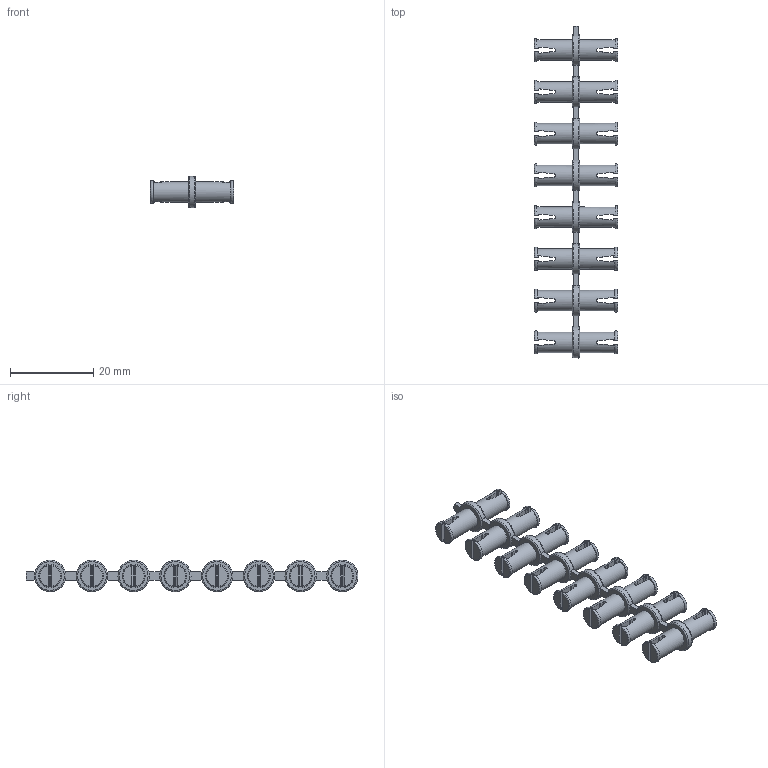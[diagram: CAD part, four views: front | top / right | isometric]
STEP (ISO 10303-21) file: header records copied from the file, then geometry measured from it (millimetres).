
FILE_DESCRIPTION(/* description */ (''),/* implementation_level */ '2;1');
FILE_NAME(/* name */ 'CP1x1 test assembly.stp',/* time_stamp */ '2019-03-04T10:31:47+01:00',/* author */ ('Varga Daniel'),/* organization */ (''),/* preprocessor_version */ 'ST-DEVELOPER v17.2',/* originating_system */ 'Autodesk Inventor 2019',/* authorisation */ '');
FILE_SCHEMA (('AUTOMOTIVE_DESIGN { 1 0 10303 214 3 1 1 }'));
Length unit declared in the file: millimetre
Products named in the file (1): CP1x1 test assembly_Shrinkwrap_1
Bounding box: 20 x 79.53 x 7.5 mm (x, y, z)
Volume: 3044.7 mm3; surface area: 4071 mm2
Topology: 1 solids, 1 shells, 464 faces, 1294 edges, 848 vertices
Faces by surface type: plane 224, cylinder 160, torus 80
Full cylindrical faces by diameter (mm): 4.85 x2, 4.875 x2, 4.9 x8, 4.925 x2, 4.95 x2
Entity records: 17937 total; most frequent: CARTESIAN_POINT 5919, ORIENTED_EDGE 2588, DIRECTION 2222, EDGE_CURVE 1294, VERTEX_POINT 848, AXIS2_PLACEMENT_3D 847, LINE 528, VECTOR 528
